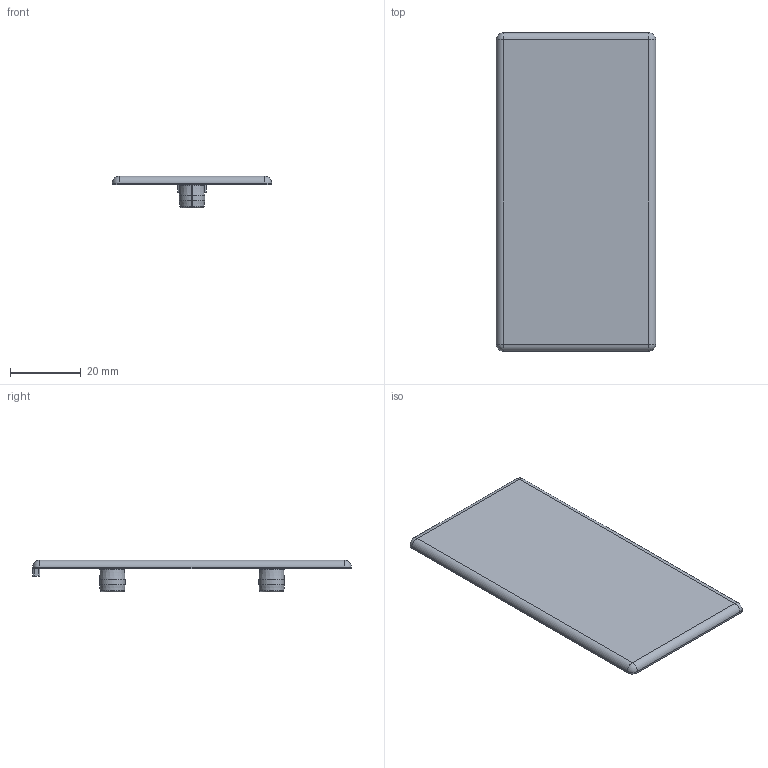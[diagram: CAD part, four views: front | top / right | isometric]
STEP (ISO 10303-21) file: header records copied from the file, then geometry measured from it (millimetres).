
FILE_DESCRIPTION(/* description */ (''),/* implementation_level */ '2;1');
FILE_NAME(/* name */ '224590.stp',/* time_stamp */ '2022-10-04T09:17:10+02:00',/* author */ ('aluteckkpl_am'),/* organization */ (''),/* preprocessor_version */ 'ST-DEVELOPER v18.1',/* originating_system */ 'Autodesk Inventor 2021',/* authorisation */ '');
FILE_SCHEMA (('CONFIG_CONTROL_DESIGN'));
Length unit declared in the file: millimetre
Products named in the file (2): 224590-ZP; 224590
Assembly tree (1 placements, depth 2):
  224590-ZP
    224590
Bounding box: 45 x 90 x 8.99 mm (x, y, z)
Volume: 10278.5 mm3; surface area: 9052.9 mm2
Topology: 1 solids, 1 shells, 62 faces, 160 edges, 100 vertices
Faces by surface type: cylinder 20, plane 18, cone 12, torus 8, sphere 4
Entity records: 2055 total; most frequent: CARTESIAN_POINT 529, ORIENTED_EDGE 312, DIRECTION 310, EDGE_CURVE 156, AXIS2_PLACEMENT_3D 121, VERTEX_POINT 100, LINE 68, VECTOR 68
